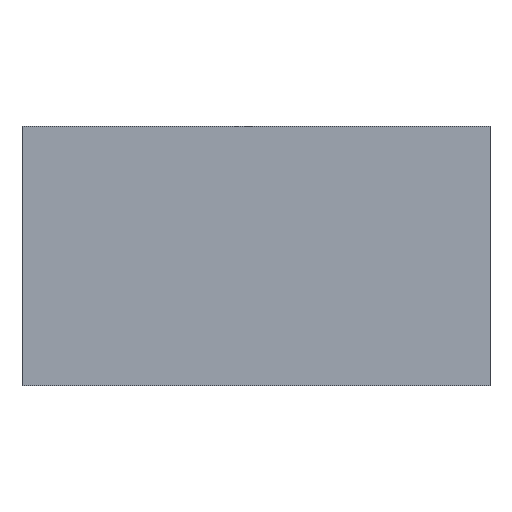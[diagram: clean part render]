
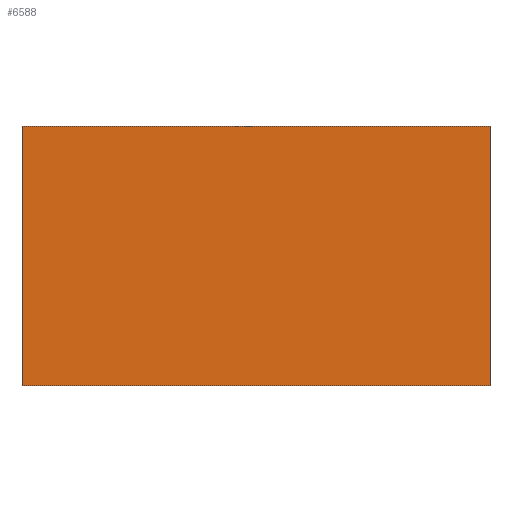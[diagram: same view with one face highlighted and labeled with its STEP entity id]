
A CAD part, front view. The second image highlights one B-rep face of the part: STEP entity #6588.
In plain terms, the highlighted planar face has unit normal (0, -1, 0).
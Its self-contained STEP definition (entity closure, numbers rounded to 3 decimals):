
#352=DIRECTION('',(1.,0.,0.));
#353=VECTOR('',#352,23.368);
#354=CARTESIAN_POINT('',(-11.684,-2.413,0.));
#355=LINE('',#354,#353);
#2046=DIRECTION('',(0.,0.,-1.));
#2047=VECTOR('',#2046,12.954);
#2048=CARTESIAN_POINT('',(11.684,-2.413,0.));
#2049=LINE('',#2048,#2047);
#2070=DIRECTION('',(1.,0.,0.));
#2071=VECTOR('',#2070,23.368);
#2072=CARTESIAN_POINT('',(-11.684,-2.413,-12.954));
#2073=LINE('',#2072,#2071);
#2226=DIRECTION('',(0.,0.,-1.));
#2227=VECTOR('',#2226,12.954);
#2228=CARTESIAN_POINT('',(-11.684,-2.413,0.));
#2229=LINE('',#2228,#2227);
#2586=CARTESIAN_POINT('',(-11.684,-2.413,0.));
#2587=CARTESIAN_POINT('',(11.684,-2.413,0.));
#2588=VERTEX_POINT('',#2586);
#2589=VERTEX_POINT('',#2587);
#2591=CARTESIAN_POINT('',(-11.684,-2.413,-12.954));
#2593=VERTEX_POINT('',#2591);
#2594=CARTESIAN_POINT('',(11.684,-2.413,-12.954));
#2595=VERTEX_POINT('',#2594);
#6577=CARTESIAN_POINT('',(-11.684,-2.413,0.));
#6578=DIRECTION('',(0.,-1.,0.));
#6579=DIRECTION('',(1.,0.,0.));
#6580=AXIS2_PLACEMENT_3D('',#6577,#6578,#6579);
#6581=PLANE('',#6580);
#6582=ORIENTED_EDGE('',*,*,#3373,.T.);
#6583=ORIENTED_EDGE('',*,*,#6418,.T.);
#6584=ORIENTED_EDGE('',*,*,#6480,.F.);
#6585=ORIENTED_EDGE('',*,*,#6359,.F.);
#6586=EDGE_LOOP('',(#6582,#6583,#6584,#6585));
#6587=FACE_OUTER_BOUND('',#6586,.F.);
#3373=EDGE_CURVE('',#2588,#2589,#355,.T.);
#6359=EDGE_CURVE('',#2588,#2593,#2229,.T.);
#6418=EDGE_CURVE('',#2589,#2595,#2049,.T.);
#6480=EDGE_CURVE('',#2593,#2595,#2073,.T.);
#6588=ADVANCED_FACE('',(#6587),#6581,.T.);
